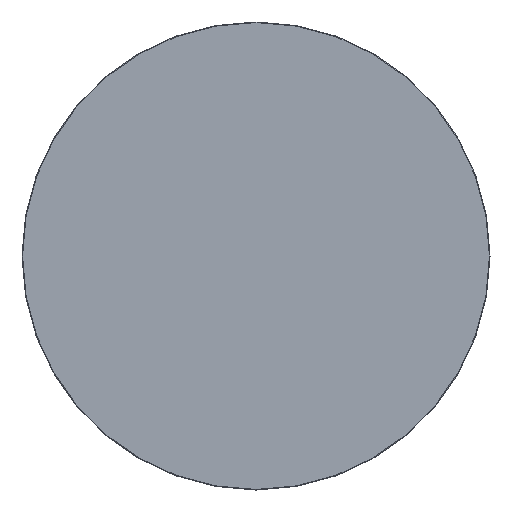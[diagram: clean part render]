
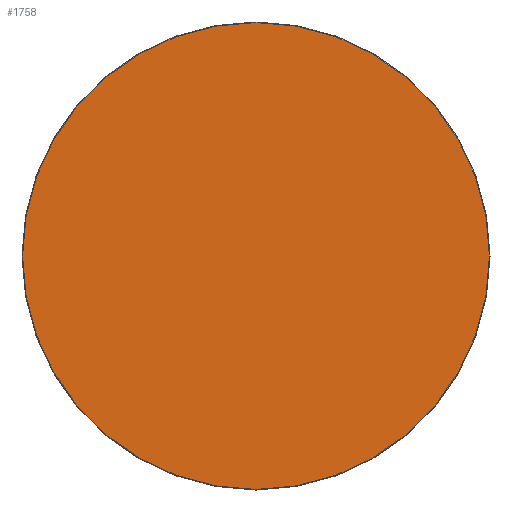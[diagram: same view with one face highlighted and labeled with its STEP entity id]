
A CAD part, left-side view. The second image highlights one B-rep face of the part: STEP entity #1758.
In plain terms, the highlighted planar face has unit normal (-1, 0, 0).
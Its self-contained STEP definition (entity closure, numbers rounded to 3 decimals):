
#66 = CARTESIAN_POINT ( 'NONE',  ( 0., 0., -123.7 ) ) ;
#130 = CARTESIAN_POINT ( 'NONE',  ( 0., 0., 0. ) ) ;
#232 = CIRCLE ( 'NONE', #276, 123.7 ) ;
#276 = AXIS2_PLACEMENT_3D ( 'NONE', #130, #337, #2290 ) ;
#337 = DIRECTION ( 'NONE',  ( -1., 0., 0. ) ) ;
#349 = CARTESIAN_POINT ( 'NONE',  ( 0., 0., 0. ) ) ;
#522 = EDGE_CURVE ( 'NONE', #1615, #1796, #554, .T. ) ;
#554 = CIRCLE ( 'NONE', #739, 123.7 ) ;
#572 = DIRECTION ( 'NONE',  ( -1., 0., 0. ) ) ;
#739 = AXIS2_PLACEMENT_3D ( 'NONE', #349, #572, #1230 ) ;
#1024 = EDGE_CURVE ( 'NONE', #1796, #1615, #232, .T. ) ;
#1230 = DIRECTION ( 'NONE',  ( 0., 0., 1. ) ) ;
#1335 = FACE_OUTER_BOUND ( 'NONE', #1746, .T. ) ;
#1578 = CARTESIAN_POINT ( 'NONE',  ( 0., 0., 123.7 ) ) ;
#1615 = VERTEX_POINT ( 'NONE', #1578 ) ;
#1746 = EDGE_LOOP ( 'NONE', ( #2580, #1999 ) ) ;
#1758 = ADVANCED_FACE ( 'NONE', ( #1335 ), #2261, .F. ) ;
#1796 = VERTEX_POINT ( 'NONE', #66 ) ;
#1999 = ORIENTED_EDGE ( 'NONE', *, *, #522, .T. ) ;
#2043 = DIRECTION ( 'NONE',  ( 1., 0., 0. ) ) ;
#2261 = PLANE ( 'NONE',  #2424 ) ;
#2266 = DIRECTION ( 'NONE',  ( 0., 0., -1. ) ) ;
#2290 = DIRECTION ( 'NONE',  ( 0., 0., 1. ) ) ;
#2424 = AXIS2_PLACEMENT_3D ( 'NONE', #2463, #2043, #2266 ) ;
#2463 = CARTESIAN_POINT ( 'NONE',  ( 0., 0., 0. ) ) ;
#2580 = ORIENTED_EDGE ( 'NONE', *, *, #1024, .T. ) ;
